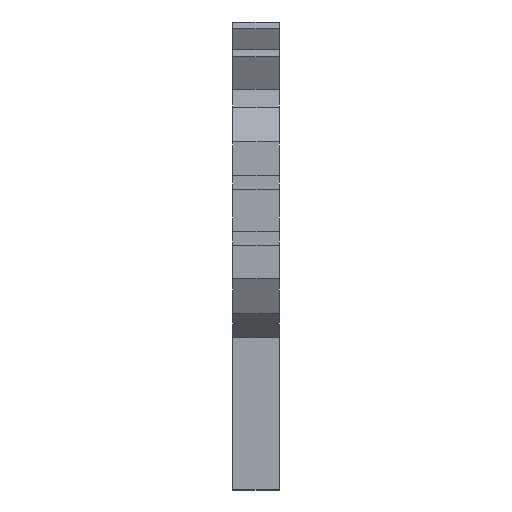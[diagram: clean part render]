
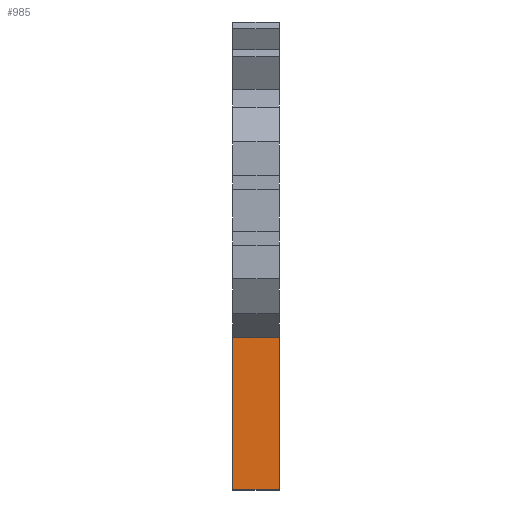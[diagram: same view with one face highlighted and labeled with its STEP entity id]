
A CAD part, left-side view. The second image highlights one B-rep face of the part: STEP entity #985.
In plain terms, the highlighted planar face has unit normal (-1, 0, 0).
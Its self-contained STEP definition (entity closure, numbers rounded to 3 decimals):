
#59=FACE_OUTER_BOUND('',#107,.T.);
#107=EDGE_LOOP('',(#877,#878,#879,#880));
#138=LINE('',#1345,#276);
#198=LINE('',#1465,#336);
#246=LINE('',#1560,#384);
#247=LINE('',#1561,#385);
#276=VECTOR('',#1088,10.);
#336=VECTOR('',#1158,10.);
#384=VECTOR('',#1278,10.);
#385=VECTOR('',#1279,10.);
#411=VERTEX_POINT('',#1342);
#412=VERTEX_POINT('',#1344);
#466=VERTEX_POINT('',#1462);
#467=VERTEX_POINT('',#1464);
#506=EDGE_CURVE('',#411,#412,#138,.T.);
#566=EDGE_CURVE('',#467,#466,#198,.T.);
#614=EDGE_CURVE('',#466,#412,#246,.T.);
#615=EDGE_CURVE('',#467,#411,#247,.T.);
#877=ORIENTED_EDGE('',*,*,#566,.T.);
#878=ORIENTED_EDGE('',*,*,#614,.T.);
#879=ORIENTED_EDGE('',*,*,#506,.F.);
#880=ORIENTED_EDGE('',*,*,#615,.F.);
#937=PLANE('',#1047);
#985=ADVANCED_FACE('',(#59),#937,.T.);
#1047=AXIS2_PLACEMENT_3D('',#1559,#1276,#1277);
#1088=DIRECTION('',(0.,0.,1.));
#1158=DIRECTION('',(0.,0.,1.));
#1276=DIRECTION('center_axis',(-1.,0.,0.));
#1277=DIRECTION('ref_axis',(0.,0.,1.));
#1278=DIRECTION('',(0.,1.,0.));
#1279=DIRECTION('',(0.,1.,0.));
#1342=CARTESIAN_POINT('',(-21.774,10.,-60.099));
#1344=CARTESIAN_POINT('',(-21.774,10.,-27.33));
#1345=CARTESIAN_POINT('',(-21.774,10.,-60.099));
#1462=CARTESIAN_POINT('',(-21.774,0.,-27.33));
#1464=CARTESIAN_POINT('',(-21.774,0.,-60.099));
#1465=CARTESIAN_POINT('',(-21.774,0.,-60.099));
#1559=CARTESIAN_POINT('Origin',(-21.774,0.,-60.099));
#1560=CARTESIAN_POINT('',(-21.774,0.,-27.33));
#1561=CARTESIAN_POINT('',(-21.774,0.,-60.099));
